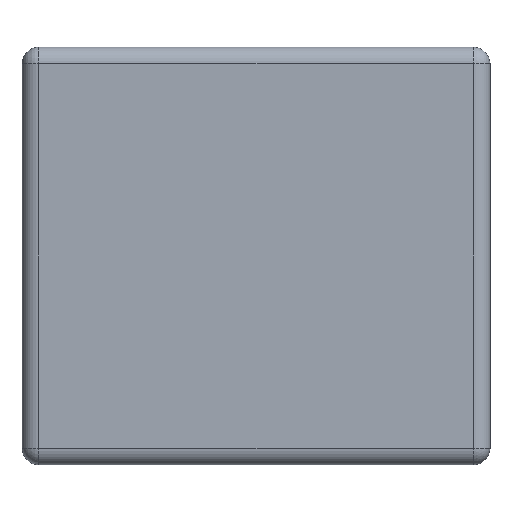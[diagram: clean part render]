
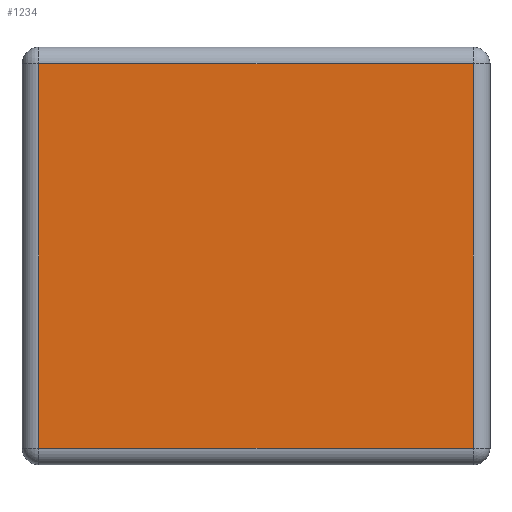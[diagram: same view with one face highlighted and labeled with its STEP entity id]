
A CAD part, left-side view. The second image highlights one B-rep face of the part: STEP entity #1234.
In plain terms, the highlighted planar face has unit normal (-1, 0, 0).
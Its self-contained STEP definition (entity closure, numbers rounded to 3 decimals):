
#6 = CARTESIAN_POINT ( 'NONE',  ( -1.005, 1.35, 0.575 ) ) ;
#86 = CARTESIAN_POINT ( 'NONE',  ( -1.005, 1.4, -0.625 ) ) ;
#109 = CARTESIAN_POINT ( 'NONE',  ( -1.005, 0.05, -0.575 ) ) ;
#185 = EDGE_LOOP ( 'NONE', ( #341, #1210, #551, #299 ) ) ;
#186 = DIRECTION ( 'NONE',  ( 0., 0., -1. ) ) ;
#248 = EDGE_CURVE ( 'NONE', #439, #708, #760, .T. ) ;
#280 = VERTEX_POINT ( 'NONE', #1073 ) ;
#299 = ORIENTED_EDGE ( 'NONE', *, *, #990, .T. ) ;
#341 = ORIENTED_EDGE ( 'NONE', *, *, #248, .T. ) ;
#389 = DIRECTION ( 'NONE',  ( 0., 1., 0. ) ) ;
#437 = CARTESIAN_POINT ( 'NONE',  ( -1.005, 0.05, -0.625 ) ) ;
#439 = VERTEX_POINT ( 'NONE', #6 ) ;
#511 = VECTOR ( 'NONE', #186, 1000. ) ;
#551 = ORIENTED_EDGE ( 'NONE', *, *, #795, .T. ) ;
#584 = DIRECTION ( 'NONE',  ( 1., 0., 0. ) ) ;
#664 = VERTEX_POINT ( 'NONE', #109 ) ;
#708 = VERTEX_POINT ( 'NONE', #806 ) ;
#724 = LINE ( 'NONE', #1088, #800 ) ;
#760 = LINE ( 'NONE', #769, #511 ) ;
#769 = CARTESIAN_POINT ( 'NONE',  ( -1.005, 1.35, -0.625 ) ) ;
#795 = EDGE_CURVE ( 'NONE', #664, #280, #1185, .T. ) ;
#800 = VECTOR ( 'NONE', #994, 1000. ) ;
#806 = CARTESIAN_POINT ( 'NONE',  ( -1.005, 1.35, -0.575 ) ) ;
#851 = DIRECTION ( 'NONE',  ( 0., 0., -1. ) ) ;
#990 = EDGE_CURVE ( 'NONE', #280, #439, #1137, .T. ) ;
#994 = DIRECTION ( 'NONE',  ( 0., -1., 0. ) ) ;
#1008 = DIRECTION ( 'NONE',  ( 0., 0., 1. ) ) ;
#1073 = CARTESIAN_POINT ( 'NONE',  ( -1.005, 0.05, 0.575 ) ) ;
#1076 = CARTESIAN_POINT ( 'NONE',  ( -1.005, 1.4, 0.575 ) ) ;
#1083 = FACE_OUTER_BOUND ( 'NONE', #185, .T. ) ;
#1088 = CARTESIAN_POINT ( 'NONE',  ( -1.005, 1.4, -0.575 ) ) ;
#1089 = EDGE_CURVE ( 'NONE', #708, #664, #724, .T. ) ;
#1137 = LINE ( 'NONE', #1076, #1245 ) ;
#1176 = PLANE ( 'NONE',  #1222 ) ;
#1185 = LINE ( 'NONE', #437, #1232 ) ;
#1210 = ORIENTED_EDGE ( 'NONE', *, *, #1089, .T. ) ;
#1222 = AXIS2_PLACEMENT_3D ( 'NONE', #86, #584, #851 ) ;
#1232 = VECTOR ( 'NONE', #1008, 1000. ) ;
#1234 = ADVANCED_FACE ( 'NONE', ( #1083 ), #1176, .F. ) ;
#1245 = VECTOR ( 'NONE', #389, 1000. ) ;
